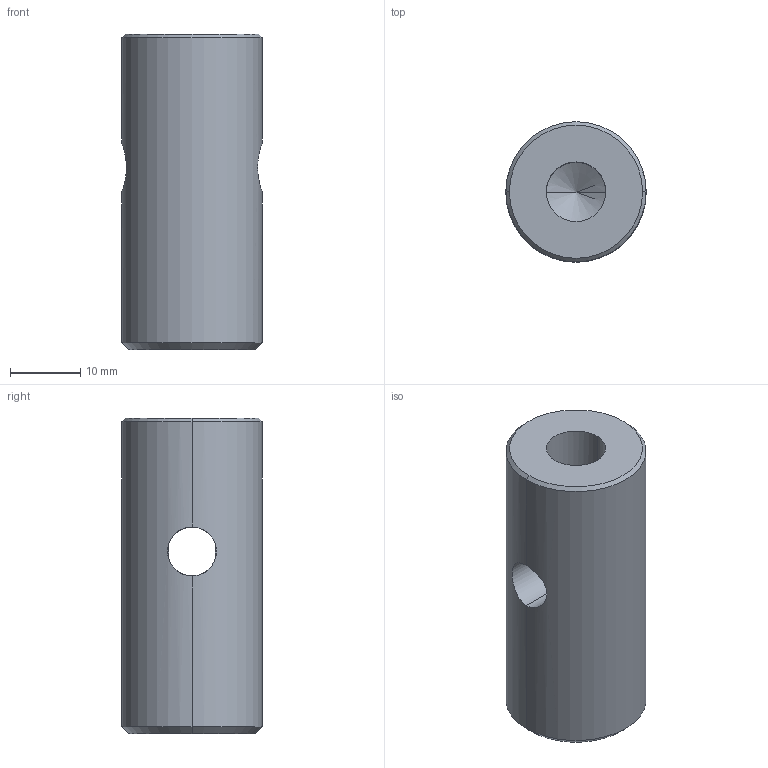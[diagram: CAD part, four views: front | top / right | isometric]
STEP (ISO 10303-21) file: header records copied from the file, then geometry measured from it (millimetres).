
FILE_DESCRIPTION (( 'STEP AP214' ), '1' );
FILE_NAME ('0015234.step', '2022-12-09T11:21:30', ( '' ), ( '' ), 'SwSTEP 2.0', 'SolidWorks 2020', '' );
FILE_SCHEMA (( 'AUTOMOTIVE_DESIGN' ));
Length unit declared in the file: millimetre
Products named in the file (1): 0015234
Bounding box: 20 x 20 x 45 mm (x, y, z)
Volume: 11492 mm3; surface area: 4510.2 mm2
Topology: 1 solids, 1 shells, 20 faces, 52 edges, 29 vertices
Faces by surface type: cylinder 8, cone 6, plane 6
Entity records: 844 total; most frequent: CARTESIAN_POINT 340, ORIENTED_EDGE 100, DIRECTION 96, EDGE_CURVE 50, AXIS2_PLACEMENT_3D 37, VERTEX_POINT 29, LINE 22, VECTOR 22
